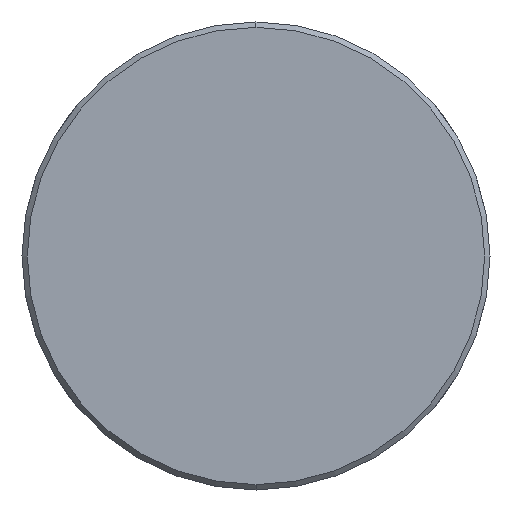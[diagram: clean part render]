
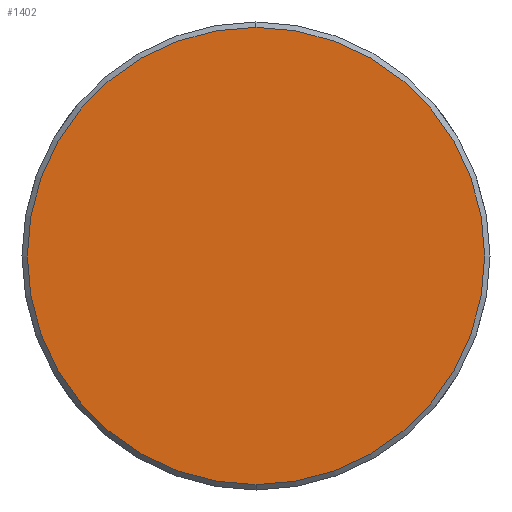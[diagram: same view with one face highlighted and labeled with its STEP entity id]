
A CAD part, left-side view. The second image highlights one B-rep face of the part: STEP entity #1402.
In plain terms, the highlighted planar face has unit normal (-1, 0, 0).
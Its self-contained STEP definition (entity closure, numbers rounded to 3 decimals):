
#36 = EDGE_CURVE ( 'NONE', #833, #90, #110, .T. ) ;
#90 = VERTEX_POINT ( 'NONE', #507 ) ;
#98 = AXIS2_PLACEMENT_3D ( 'NONE', #1195, #953, #1446 ) ;
#110 = CIRCLE ( 'NONE', #668, 21.5 ) ;
#412 = CIRCLE ( 'NONE', #1368, 21.5 ) ;
#420 = CARTESIAN_POINT ( 'NONE',  ( -73.15, 0., 21.5 ) ) ;
#446 = CARTESIAN_POINT ( 'NONE',  ( -73.15, 0., 0. ) ) ;
#458 = DIRECTION ( 'NONE',  ( -1., 0., 0. ) ) ;
#489 = ORIENTED_EDGE ( 'NONE', *, *, #36, .T. ) ;
#496 = DIRECTION ( 'NONE',  ( -1., 0., 0. ) ) ;
#507 = CARTESIAN_POINT ( 'NONE',  ( -73.15, 0., -21.5 ) ) ;
#641 = EDGE_CURVE ( 'NONE', #90, #833, #412, .T. ) ;
#668 = AXIS2_PLACEMENT_3D ( 'NONE', #995, #496, #1505 ) ;
#798 = FACE_OUTER_BOUND ( 'NONE', #1477, .T. ) ;
#833 = VERTEX_POINT ( 'NONE', #420 ) ;
#946 = PLANE ( 'NONE',  #98 ) ;
#953 = DIRECTION ( 'NONE',  ( 1., 0., 0. ) ) ;
#969 = ORIENTED_EDGE ( 'NONE', *, *, #641, .T. ) ;
#995 = CARTESIAN_POINT ( 'NONE',  ( -73.15, 0., 0. ) ) ;
#1195 = CARTESIAN_POINT ( 'NONE',  ( -73.15, -21.758, 21.758 ) ) ;
#1368 = AXIS2_PLACEMENT_3D ( 'NONE', #446, #458, #1455 ) ;
#1402 = ADVANCED_FACE ( 'NONE', ( #798 ), #946, .F. ) ;
#1446 = DIRECTION ( 'NONE',  ( 0., 0., -1. ) ) ;
#1455 = DIRECTION ( 'NONE',  ( 0., 0., -1. ) ) ;
#1477 = EDGE_LOOP ( 'NONE', ( #969, #489 ) ) ;
#1505 = DIRECTION ( 'NONE',  ( 0., 0., -1. ) ) ;
